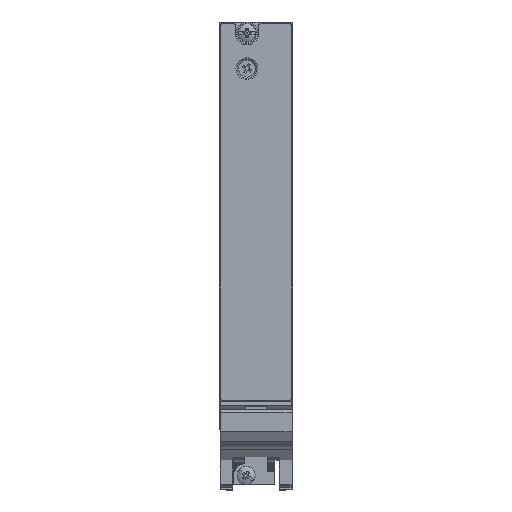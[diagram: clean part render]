
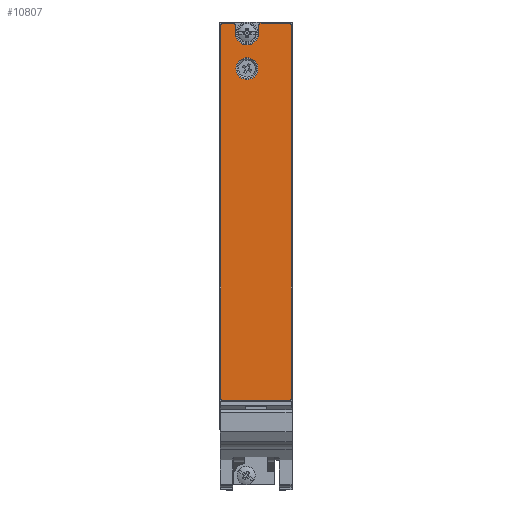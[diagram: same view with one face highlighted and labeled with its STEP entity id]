
A CAD part, top view. The second image highlights one B-rep face of the part: STEP entity #10807.
In plain terms, the highlighted planar face has unit normal (0, 0, 1).
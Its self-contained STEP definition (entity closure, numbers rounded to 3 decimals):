
#20 = DIRECTION ( 'NONE',  ( 0., 0., 1. ) ) ;
#47 = LINE ( 'NONE', #11337, #12893 ) ;
#566 = VERTEX_POINT ( 'NONE', #19119 ) ;
#615 = VERTEX_POINT ( 'NONE', #18065 ) ;
#637 = CARTESIAN_POINT ( 'NONE',  ( 4.2, 112.3, 0.2 ) ) ;
#890 = DIRECTION ( 'NONE',  ( -1., 0., 0. ) ) ;
#1069 = AXIS2_PLACEMENT_3D ( 'NONE', #12532, #2102, #14258 ) ;
#1074 = ORIENTED_EDGE ( 'NONE', *, *, #10761, .T. ) ;
#1099 = EDGE_CURVE ( 'NONE', #18562, #12964, #17843, .T. ) ;
#1176 = DIRECTION ( 'NONE',  ( 0., 1., 0. ) ) ;
#1493 = CARTESIAN_POINT ( 'NONE',  ( 3.9, 112.3, 0.2 ) ) ;
#1735 = LINE ( 'NONE', #19009, #10436 ) ;
#2102 = DIRECTION ( 'NONE',  ( 0., 0., 1. ) ) ;
#2153 = ORIENTED_EDGE ( 'NONE', *, *, #21276, .F. ) ;
#2376 = EDGE_CURVE ( 'NONE', #20591, #615, #5720, .T. ) ;
#2499 = CIRCLE ( 'NONE', #11329, 0.3 ) ;
#2628 = CARTESIAN_POINT ( 'NONE',  ( 19.7, 112.3, 0.2 ) ) ;
#2891 = EDGE_CURVE ( 'NONE', #5084, #4077, #16318, .T. ) ;
#3230 = DIRECTION ( 'NONE',  ( 1., 0., 0. ) ) ;
#3556 = AXIS2_PLACEMENT_3D ( 'NONE', #16446, #6018, #18201 ) ;
#4077 = VERTEX_POINT ( 'NONE', #10330 ) ;
#4086 = LINE ( 'NONE', #18584, #12265 ) ;
#4239 = CARTESIAN_POINT ( 'NONE',  ( 7.5, 110., 0.2 ) ) ;
#4537 = EDGE_LOOP ( 'NONE', ( #2153, #12446 ) ) ;
#4651 = DIRECTION ( 'NONE',  ( 0., 0., 1. ) ) ;
#4696 = DIRECTION ( 'NONE',  ( -1., 0., 0. ) ) ;
#5064 = VECTOR ( 'NONE', #4696, 1000. ) ;
#5084 = VERTEX_POINT ( 'NONE', #637 ) ;
#5230 = ORIENTED_EDGE ( 'NONE', *, *, #18646, .T. ) ;
#5407 = ORIENTED_EDGE ( 'NONE', *, *, #9262, .T. ) ;
#5417 = AXIS2_PLACEMENT_3D ( 'NONE', #9439, #21621, #11228 ) ;
#5720 = CIRCLE ( 'NONE', #20738, 0.3 ) ;
#5861 = ORIENTED_EDGE ( 'NONE', *, *, #2376, .T. ) ;
#5958 = DIRECTION ( 'NONE',  ( 0., 0., 1. ) ) ;
#6010 = DIRECTION ( 'NONE',  ( 1., 0., 0. ) ) ;
#6018 = DIRECTION ( 'NONE',  ( 0., 0., 1. ) ) ;
#6482 = ORIENTED_EDGE ( 'NONE', *, *, #7670, .T. ) ;
#6620 = AXIS2_PLACEMENT_3D ( 'NONE', #1493, #13655, #3230 ) ;
#6641 = ORIENTED_EDGE ( 'NONE', *, *, #20772, .T. ) ;
#6764 = CARTESIAN_POINT ( 'NONE',  ( 11.1, 112.6, 0.2 ) ) ;
#6829 = DIRECTION ( 'NONE',  ( 0., -1., 0. ) ) ;
#7163 = VERTEX_POINT ( 'NONE', #10271 ) ;
#7670 = EDGE_CURVE ( 'NONE', #7163, #18739, #1735, .T. ) ;
#7897 = DIRECTION ( 'NONE',  ( 0., 0., 1. ) ) ;
#8005 = EDGE_CURVE ( 'NONE', #17576, #20591, #47, .T. ) ;
#8425 = CARTESIAN_POINT ( 'NONE',  ( 10.8, 110., 0.2 ) ) ;
#8541 = VERTEX_POINT ( 'NONE', #2628 ) ;
#9104 = VECTOR ( 'NONE', #22017, 1000. ) ;
#9186 = ORIENTED_EDGE ( 'NONE', *, *, #13858, .T. ) ;
#9262 = EDGE_CURVE ( 'NONE', #18492, #5084, #4086, .T. ) ;
#9343 = CARTESIAN_POINT ( 'NONE',  ( 4.2, 110., 0.2 ) ) ;
#9439 = CARTESIAN_POINT ( 'NONE',  ( 7.5, 110., 0.2 ) ) ;
#9538 = CARTESIAN_POINT ( 'NONE',  ( 11.1, 112.6, 0.2 ) ) ;
#9873 = CARTESIAN_POINT ( 'NONE',  ( 19.4, 8.2, 0.2 ) ) ;
#9948 = AXIS2_PLACEMENT_3D ( 'NONE', #18339, #7897, #20075 ) ;
#10241 = EDGE_CURVE ( 'NONE', #8541, #18562, #20984, .T. ) ;
#10271 = CARTESIAN_POINT ( 'NONE',  ( 10.8, 112.3, 0.2 ) ) ;
#10330 = CARTESIAN_POINT ( 'NONE',  ( 3.9, 112.6, 0.2 ) ) ;
#10334 = FACE_BOUND ( 'NONE', #4537, .T. ) ;
#10436 = VECTOR ( 'NONE', #6829, 1000. ) ;
#10462 = CARTESIAN_POINT ( 'NONE',  ( 11.1, 112.3, 0.2 ) ) ;
#10533 = ORIENTED_EDGE ( 'NONE', *, *, #2891, .T. ) ;
#10761 = EDGE_CURVE ( 'NONE', #615, #16969, #11451, .T. ) ;
#10807 = ADVANCED_FACE ( 'NONE', ( #19586, #10334 ), #11128, .T. ) ;
#10840 = VERTEX_POINT ( 'NONE', #18191 ) ;
#11128 = PLANE ( 'NONE',  #15953 ) ;
#11228 = DIRECTION ( 'NONE',  ( 1., 0., 0. ) ) ;
#11310 = CARTESIAN_POINT ( 'NONE',  ( 19.7, 112.3, 0.2 ) ) ;
#11326 = DIRECTION ( 'NONE',  ( 0., 0., 1. ) ) ;
#11329 = AXIS2_PLACEMENT_3D ( 'NONE', #10462, #20, #12223 ) ;
#11337 = CARTESIAN_POINT ( 'NONE',  ( 0.3, 8.5, 0.2 ) ) ;
#11451 = LINE ( 'NONE', #12797, #20127 ) ;
#11997 = CARTESIAN_POINT ( 'NONE',  ( 0.3, 112.3, 0.2 ) ) ;
#12223 = DIRECTION ( 'NONE',  ( -1., 0., 0. ) ) ;
#12265 = VECTOR ( 'NONE', #1176, 1000. ) ;
#12446 = ORIENTED_EDGE ( 'NONE', *, *, #22256, .F. ) ;
#12532 = CARTESIAN_POINT ( 'NONE',  ( 0.6, 112.3, 0.2 ) ) ;
#12541 = EDGE_CURVE ( 'NONE', #10840, #17576, #14629, .T. ) ;
#12797 = CARTESIAN_POINT ( 'NONE',  ( 19.4, 8.2, 0.2 ) ) ;
#12893 = VECTOR ( 'NONE', #16588, 1000. ) ;
#12902 = ORIENTED_EDGE ( 'NONE', *, *, #15683, .T. ) ;
#12964 = VERTEX_POINT ( 'NONE', #6764 ) ;
#13068 = VERTEX_POINT ( 'NONE', #20992 ) ;
#13113 = CARTESIAN_POINT ( 'NONE',  ( 19.4, 112.6, 0.2 ) ) ;
#13655 = DIRECTION ( 'NONE',  ( 0., 0., 1. ) ) ;
#13791 = LINE ( 'NONE', #22050, #5064 ) ;
#13858 = EDGE_CURVE ( 'NONE', #21095, #8541, #14800, .T. ) ;
#14258 = DIRECTION ( 'NONE',  ( -1., 0., 0. ) ) ;
#14526 = DIRECTION ( 'NONE',  ( 1., 0., 0. ) ) ;
#14554 = ORIENTED_EDGE ( 'NONE', *, *, #12541, .T. ) ;
#14629 = CIRCLE ( 'NONE', #1069, 0.3 ) ;
#14800 = LINE ( 'NONE', #11310, #21065 ) ;
#14916 = AXIS2_PLACEMENT_3D ( 'NONE', #16391, #5958, #18139 ) ;
#15076 = CARTESIAN_POINT ( 'NONE',  ( 0.6, 8.5, 0.2 ) ) ;
#15411 = ORIENTED_EDGE ( 'NONE', *, *, #1099, .T. ) ;
#15683 = EDGE_CURVE ( 'NONE', #12964, #7163, #2499, .T. ) ;
#15779 = ORIENTED_EDGE ( 'NONE', *, *, #21848, .T. ) ;
#15810 = ORIENTED_EDGE ( 'NONE', *, *, #10241, .T. ) ;
#15953 = AXIS2_PLACEMENT_3D ( 'NONE', #4239, #16441, #6010 ) ;
#16318 = CIRCLE ( 'NONE', #6620, 0.3 ) ;
#16391 = CARTESIAN_POINT ( 'NONE',  ( 19.4, 112.3, 0.2 ) ) ;
#16441 = DIRECTION ( 'NONE',  ( 0., 0., 1. ) ) ;
#16446 = CARTESIAN_POINT ( 'NONE',  ( 7.5, 100.1, 0.2 ) ) ;
#16470 = EDGE_LOOP ( 'NONE', ( #6641, #5407, #10533, #5230, #14554, #21825, #5861, #1074, #15779, #9186, #15810, #15411, #12902, #6482 ) ) ;
#16588 = DIRECTION ( 'NONE',  ( 0., -1., 0. ) ) ;
#16846 = DIRECTION ( 'NONE',  ( -1., 0., 0. ) ) ;
#16969 = VERTEX_POINT ( 'NONE', #9873 ) ;
#17524 = CIRCLE ( 'NONE', #3556, 3.05 ) ;
#17575 = CIRCLE ( 'NONE', #9948, 3.05 ) ;
#17576 = VERTEX_POINT ( 'NONE', #11997 ) ;
#17843 = LINE ( 'NONE', #9538, #9104 ) ;
#18065 = CARTESIAN_POINT ( 'NONE',  ( 0.6, 8.2, 0.2 ) ) ;
#18139 = DIRECTION ( 'NONE',  ( 1., 0., 0. ) ) ;
#18160 = DIRECTION ( 'NONE',  ( 0., 1., 0. ) ) ;
#18191 = CARTESIAN_POINT ( 'NONE',  ( 0.6, 112.6, 0.2 ) ) ;
#18201 = DIRECTION ( 'NONE',  ( 1., 0., 0. ) ) ;
#18339 = CARTESIAN_POINT ( 'NONE',  ( 7.5, 100.1, 0.2 ) ) ;
#18492 = VERTEX_POINT ( 'NONE', #9343 ) ;
#18562 = VERTEX_POINT ( 'NONE', #13113 ) ;
#18584 = CARTESIAN_POINT ( 'NONE',  ( 4.2, 110., 0.2 ) ) ;
#18646 = EDGE_CURVE ( 'NONE', #4077, #10840, #13791, .T. ) ;
#18739 = VERTEX_POINT ( 'NONE', #8425 ) ;
#19009 = CARTESIAN_POINT ( 'NONE',  ( 10.8, 110., 0.2 ) ) ;
#19119 = CARTESIAN_POINT ( 'NONE',  ( 10.55, 100.1, 0.2 ) ) ;
#19277 = CARTESIAN_POINT ( 'NONE',  ( 0.3, 8.5, 0.2 ) ) ;
#19404 = CARTESIAN_POINT ( 'NONE',  ( 19.7, 8.5, 0.2 ) ) ;
#19496 = CIRCLE ( 'NONE', #5417, 3.3 ) ;
#19586 = FACE_OUTER_BOUND ( 'NONE', #16470, .T. ) ;
#19588 = AXIS2_PLACEMENT_3D ( 'NONE', #21737, #11326, #890 ) ;
#20075 = DIRECTION ( 'NONE',  ( 1., 0., 0. ) ) ;
#20127 = VECTOR ( 'NONE', #14526, 1000. ) ;
#20591 = VERTEX_POINT ( 'NONE', #19277 ) ;
#20738 = AXIS2_PLACEMENT_3D ( 'NONE', #15076, #4651, #16846 ) ;
#20772 = EDGE_CURVE ( 'NONE', #18739, #18492, #19496, .T. ) ;
#20984 = CIRCLE ( 'NONE', #14916, 0.3 ) ;
#20992 = CARTESIAN_POINT ( 'NONE',  ( 4.45, 100.1, 0.2 ) ) ;
#21065 = VECTOR ( 'NONE', #18160, 1000. ) ;
#21095 = VERTEX_POINT ( 'NONE', #19404 ) ;
#21276 = EDGE_CURVE ( 'NONE', #13068, #566, #17575, .T. ) ;
#21621 = DIRECTION ( 'NONE',  ( 0., 0., -1. ) ) ;
#21623 = CIRCLE ( 'NONE', #19588, 0.3 ) ;
#21737 = CARTESIAN_POINT ( 'NONE',  ( 19.4, 8.5, 0.2 ) ) ;
#21825 = ORIENTED_EDGE ( 'NONE', *, *, #8005, .T. ) ;
#21848 = EDGE_CURVE ( 'NONE', #16969, #21095, #21623, .T. ) ;
#22017 = DIRECTION ( 'NONE',  ( -1., 0., 0. ) ) ;
#22050 = CARTESIAN_POINT ( 'NONE',  ( 0.6, 112.6, 0.2 ) ) ;
#22256 = EDGE_CURVE ( 'NONE', #566, #13068, #17524, .T. ) ;
